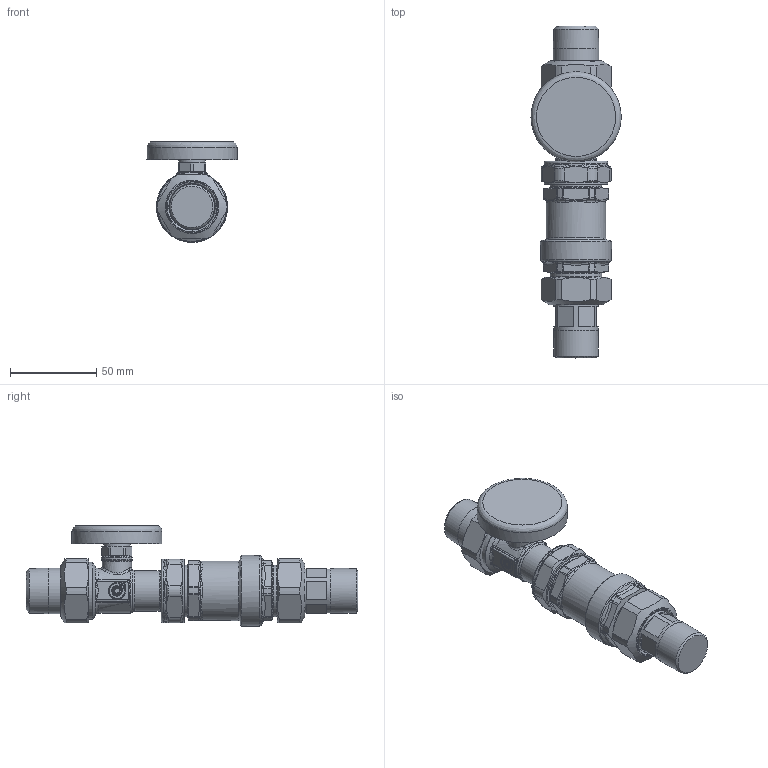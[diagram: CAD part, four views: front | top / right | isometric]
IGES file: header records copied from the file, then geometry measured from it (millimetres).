
Global section: file name: 127150AFC_Simplify_1; native system: Autodesk Inventor 2025; preprocessor: unknown; author: ischreiner; date: 20250725.111738; units: inch
Bounding box: 52.28 x 192.8 x 58.55 mm (x, y, z)
Volume: 130920.8 mm3; surface area: 51609.5 mm2
Topology: 6 solids, 6 shells, 758 faces, 1806 edges, 1031 vertices
Faces by surface type: bspline 758
